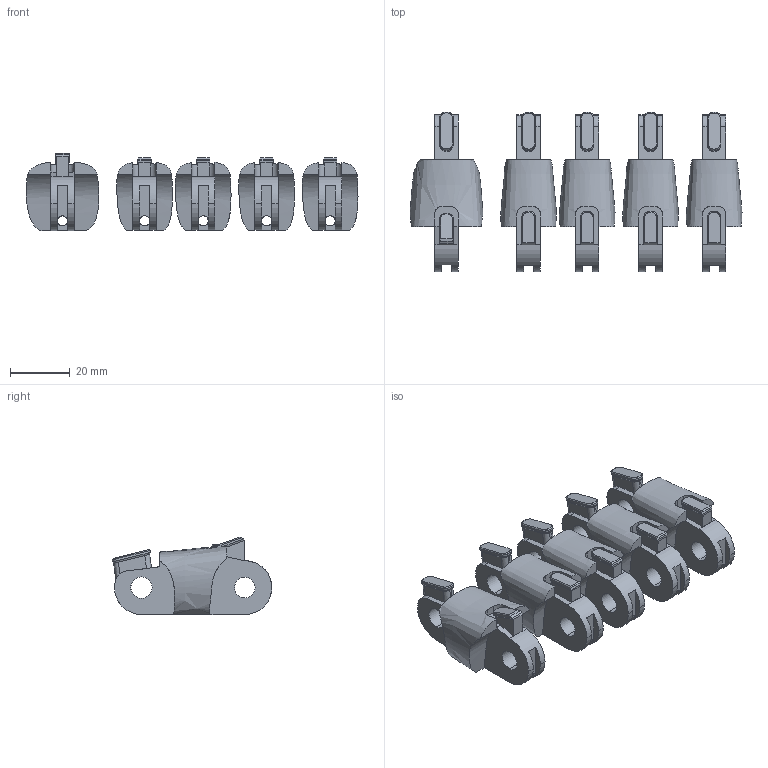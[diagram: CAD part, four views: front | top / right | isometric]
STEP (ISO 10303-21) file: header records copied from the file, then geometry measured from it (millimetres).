
FILE_DESCRIPTION (( 'STEP AP214' ), '1' );
FILE_NAME ('Proximals_2.STEP', '2024-07-19T23:42:50', ( '' ), ( '' ), 'SwSTEP 2.0', 'SolidWorks 2023', '' );
FILE_SCHEMA (( 'AUTOMOTIVE_DESIGN' ));
Length unit declared in the file: millimetre
Products named in the file (1): Proximals_2
Bounding box: 110.95 x 53.32 x 25.78 mm (x, y, z)
Volume: 46164.6 mm3; surface area: 22700.5 mm2
Topology: 5 solids, 5 shells, 326 faces, 898 edges, 576 vertices
Faces by surface type: plane 155, bspline 99, cylinder 72
Entity records: 20989 total; most frequent: CARTESIAN_POINT 13338, ORIENTED_EDGE 1796, DIRECTION 1251, EDGE_CURVE 898, VERTEX_POINT 576, LINE 455, VECTOR 455, AXIS2_PLACEMENT_3D 398
